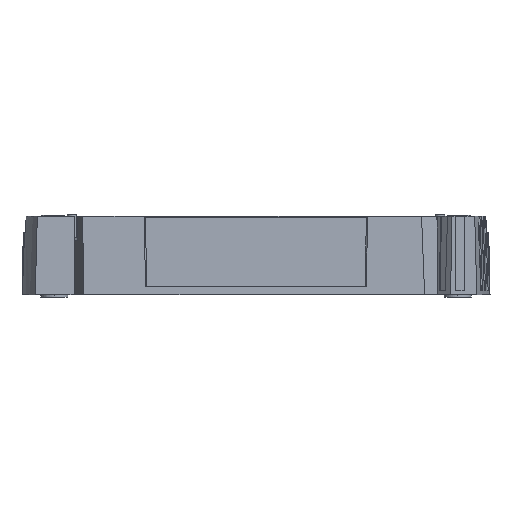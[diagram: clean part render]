
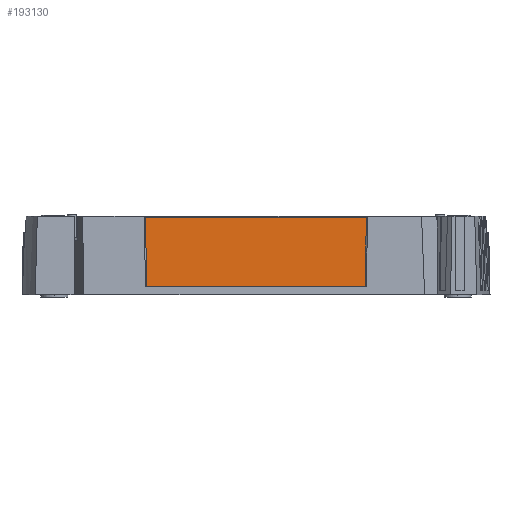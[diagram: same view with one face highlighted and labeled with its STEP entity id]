
A CAD part, left-side view. The second image highlights one B-rep face of the part: STEP entity #193130.
In plain terms, the highlighted face is planar.
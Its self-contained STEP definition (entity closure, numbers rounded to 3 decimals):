
#168040=CARTESIAN_POINT('',(27.13,-24.547,0.));
#168050=DIRECTION('',(-0.035,-0.014,
0.999));
#168060=VECTOR('',#168050,1.);
#168070=LINE('',#168040,#168060);
#168080=CARTESIAN_POINT('',(27.13,-24.547,
0.));
#168090=VERTEX_POINT('',#168080);
#168100=CARTESIAN_POINT('',(26.512,-24.803,
17.7));
#168110=VERTEX_POINT('',#168100);
#168120=EDGE_CURVE('',#168090,#168110,#168070,.T.);
#173820=CARTESIAN_POINT('',(26.512,31.767,
17.7));
#173830=VERTEX_POINT('',#173820);
#174070=CARTESIAN_POINT('',(27.128,31.512,
0.064));
#174080=VERTEX_POINT('',#174070);
#174110=CARTESIAN_POINT('',(27.13,31.511,0.));
#174120=DIRECTION('',(-0.035,0.014,
0.999));
#174130=VECTOR('',#174120,1.);
#174140=LINE('',#174110,#174130);
#174150=EDGE_CURVE('',#174080,#173830,#174140,.T.);
#180520=CARTESIAN_POINT('',(27.13,31.514,
0.));
#180530=VERTEX_POINT('',#180520);
#180560=CARTESIAN_POINT('',(27.13,31.514,0.));
#180570=DIRECTION('',(-0.035,-0.035,
0.999));
#180580=VECTOR('',#180570,1.);
#180590=LINE('',#180560,#180580);
#180600=EDGE_CURVE('',#180530,#174080,#180590,.T.);
#186060=CARTESIAN_POINT('',(26.512,0.,17.7));
#186070=DIRECTION('',(0.,-1.,0.));
#186080=VECTOR('',#186070,1.);
#186090=LINE('',#186060,#186080);
#186100=EDGE_CURVE('',#173830,#168110,#186090,.T.);
#192960=CARTESIAN_POINT('',(27.2,23.215,
-2.));
#192970=DIRECTION('',(0.999,0.,
0.035));
#192980=DIRECTION('',(0.,1.,0.));
#192990=AXIS2_PLACEMENT_3D('',#192960,#192970,#192980);
#193000=PLANE('',#192990);
#193010=ORIENTED_EDGE('',*,*,#174150,.T.);
#193020=ORIENTED_EDGE('',*,*,#180600,.T.);
#193030=CARTESIAN_POINT('',(27.13,0.,0.));
#193040=DIRECTION('',(0.,1.,0.));
#193050=VECTOR('',#193040,1.);
#193060=LINE('',#193030,#193050);
#193070=EDGE_CURVE('',#168090,#180530,#193060,.T.);
#193080=ORIENTED_EDGE('',*,*,#193070,.T.);
#193090=ORIENTED_EDGE('',*,*,#168120,.F.);
#193100=ORIENTED_EDGE('',*,*,#186100,.T.);
#193110=EDGE_LOOP('',(#193100,#193090,#193080,#193020,#193010));
#193120=FACE_OUTER_BOUND('',#193110,.T.);
#193130=ADVANCED_FACE('',(#193120),#193000,.T.);
